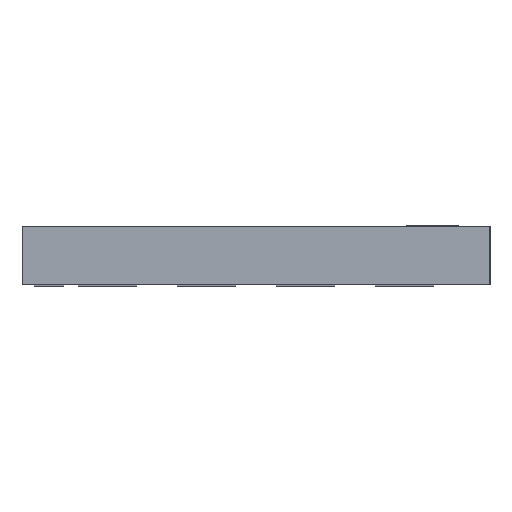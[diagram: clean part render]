
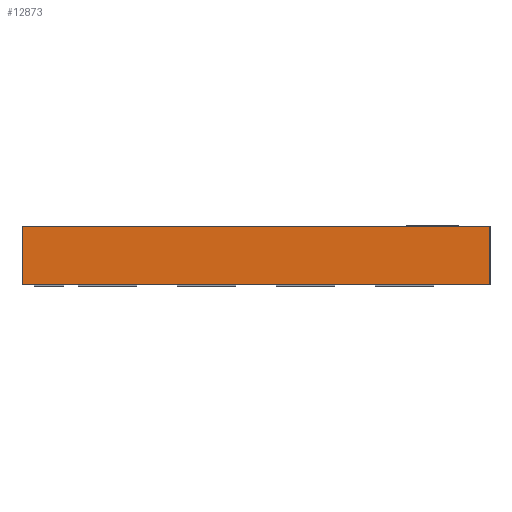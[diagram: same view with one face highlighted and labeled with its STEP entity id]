
A CAD part, left-side view. The second image highlights one B-rep face of the part: STEP entity #12873.
In plain terms, the highlighted planar face has unit normal (-1, 0, 0).
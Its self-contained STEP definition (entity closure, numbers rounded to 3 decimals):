
#384 = VERTEX_POINT ( 'NONE', #1782 ) ;
#414 = VERTEX_POINT ( 'NONE', #7014 ) ;
#526 = FACE_OUTER_BOUND ( 'NONE', #4483, .T. ) ;
#1053 = CARTESIAN_POINT ( 'NONE',  ( -4., -3., 0.77 ) ) ;
#1119 = DIRECTION ( 'NONE',  ( 0., 0., -1. ) ) ;
#1235 = ORIENTED_EDGE ( 'NONE', *, *, #12949, .T. ) ;
#1718 = CARTESIAN_POINT ( 'NONE',  ( -4., 3., 0.77 ) ) ;
#1782 = CARTESIAN_POINT ( 'NONE',  ( -4., -3., 0.77 ) ) ;
#2460 = PLANE ( 'NONE',  #19325 ) ;
#2729 = EDGE_CURVE ( 'NONE', #16076, #384, #14664, .T. ) ;
#3471 = EDGE_CURVE ( 'NONE', #18207, #414, #18620, .T. ) ;
#4289 = CARTESIAN_POINT ( 'NONE',  ( -4., 3., 0.02 ) ) ;
#4483 = EDGE_LOOP ( 'NONE', ( #11110, #16052, #4669, #1235 ) ) ;
#4669 = ORIENTED_EDGE ( 'NONE', *, *, #2729, .F. ) ;
#7014 = CARTESIAN_POINT ( 'NONE',  ( -4., -3., 0.02 ) ) ;
#7840 = CARTESIAN_POINT ( 'NONE',  ( -4., -3., 0.02 ) ) ;
#8717 = CARTESIAN_POINT ( 'NONE',  ( -4., 3., 0.77 ) ) ;
#8760 = LINE ( 'NONE', #1053, #16326 ) ;
#10259 = EDGE_CURVE ( 'NONE', #384, #414, #8760, .T. ) ;
#10563 = DIRECTION ( 'NONE',  ( 0., 0., -1. ) ) ;
#10850 = VECTOR ( 'NONE', #16274, 1000. ) ;
#11110 = ORIENTED_EDGE ( 'NONE', *, *, #3471, .T. ) ;
#11476 = CARTESIAN_POINT ( 'NONE',  ( -4., -3., 0.77 ) ) ;
#12873 = ADVANCED_FACE ( 'NONE', ( #526 ), #2460, .F. ) ;
#12949 = EDGE_CURVE ( 'NONE', #16076, #18207, #13798, .T. ) ;
#13318 = VECTOR ( 'NONE', #18512, 1000. ) ;
#13798 = LINE ( 'NONE', #8717, #17696 ) ;
#14664 = LINE ( 'NONE', #17815, #10850 ) ;
#15240 = DIRECTION ( 'NONE',  ( 0., 0., -1. ) ) ;
#16052 = ORIENTED_EDGE ( 'NONE', *, *, #10259, .F. ) ;
#16076 = VERTEX_POINT ( 'NONE', #1718 ) ;
#16274 = DIRECTION ( 'NONE',  ( 0., -1., 0. ) ) ;
#16326 = VECTOR ( 'NONE', #15240, 1000. ) ;
#17696 = VECTOR ( 'NONE', #10563, 1000. ) ;
#17815 = CARTESIAN_POINT ( 'NONE',  ( -4., -3., 0.77 ) ) ;
#18207 = VERTEX_POINT ( 'NONE', #4289 ) ;
#18512 = DIRECTION ( 'NONE',  ( 0., -1., 0. ) ) ;
#18620 = LINE ( 'NONE', #7840, #13318 ) ;
#19325 = AXIS2_PLACEMENT_3D ( 'NONE', #11476, #19689, #1119 ) ;
#19689 = DIRECTION ( 'NONE',  ( 1., 0., 0. ) ) ;
